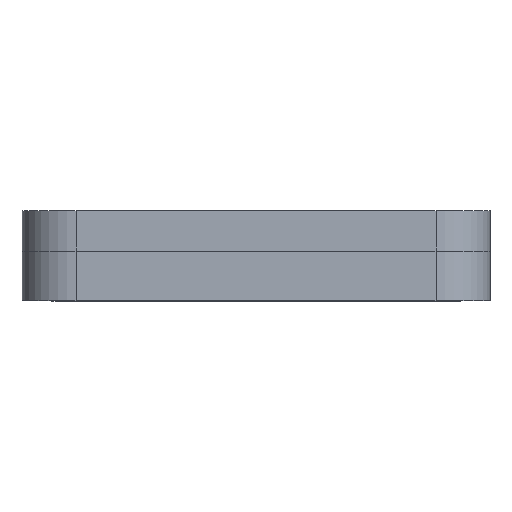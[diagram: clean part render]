
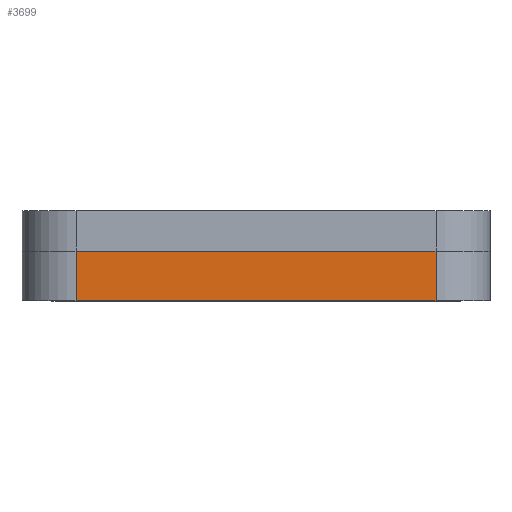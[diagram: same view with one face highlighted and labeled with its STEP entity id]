
A CAD part, front view. The second image highlights one B-rep face of the part: STEP entity #3699.
In plain terms, the highlighted planar face has unit normal (0, -1, 0).
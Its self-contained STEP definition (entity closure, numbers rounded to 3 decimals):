
#3679=AXIS2_PLACEMENT_3D('Plane Axis2P3D',#3676,#3677,#3678) ;
#2972=CARTESIAN_POINT('Vertex',(6.,0.,5.6)) ;
#2975=CARTESIAN_POINT('Line Origine',(26.,0.,5.6)) ;
#2979=CARTESIAN_POINT('Vertex',(46.,0.,5.6)) ;
#3660=CARTESIAN_POINT('Vertex',(6.,0.,0.1)) ;
#3663=CARTESIAN_POINT('Line Origine',(6.,0.,5.1)) ;
#3676=CARTESIAN_POINT('Axis2P3D Location',(0.,0.,0.1)) ;
#3681=CARTESIAN_POINT('Line Origine',(26.,0.,0.1)) ;
#3685=CARTESIAN_POINT('Vertex',(46.,0.,0.1)) ;
#3688=CARTESIAN_POINT('Line Origine',(46.,0.,2.85)) ;
#2976=DIRECTION('Vector Direction',(1.,0.,0.)) ;
#3664=DIRECTION('Vector Direction',(0.,0.,1.)) ;
#3677=DIRECTION('Axis2P3D Direction',(0.,-1.,0.)) ;
#3678=DIRECTION('Axis2P3D XDirection',(1.,0.,0.)) ;
#3682=DIRECTION('Vector Direction',(1.,0.,0.)) ;
#3689=DIRECTION('Vector Direction',(0.,0.,1.)) ;
#2977=VECTOR('Line Direction',#2976,1.) ;
#3665=VECTOR('Line Direction',#3664,1.) ;
#3683=VECTOR('Line Direction',#3682,1.) ;
#3690=VECTOR('Line Direction',#3689,1.) ;
#3694=ORIENTED_EDGE('',*,*,#2981,.F.) ;
#3695=ORIENTED_EDGE('',*,*,#3667,.F.) ;
#3696=ORIENTED_EDGE('',*,*,#3687,.T.) ;
#3697=ORIENTED_EDGE('',*,*,#3692,.T.) ;
#3699=ADVANCED_FACE('body',(#3698),#3680,.T.) ;
#2981=EDGE_CURVE('',#2973,#2980,#2978,.T.) ;
#3667=EDGE_CURVE('',#3661,#2973,#3666,.T.) ;
#3687=EDGE_CURVE('',#3661,#3686,#3684,.T.) ;
#3692=EDGE_CURVE('',#3686,#2980,#3691,.T.) ;
#3693=EDGE_LOOP('',(#3694,#3695,#3696,#3697)) ;
#3698=FACE_OUTER_BOUND('',#3693,.T.) ;
#2978=LINE('Line',#2975,#2977) ;
#3666=LINE('Line',#3663,#3665) ;
#3684=LINE('Line',#3681,#3683) ;
#3691=LINE('Line',#3688,#3690) ;
#3680=PLANE('',#3679) ;
#2973=VERTEX_POINT('',#2972) ;
#2980=VERTEX_POINT('',#2979) ;
#3661=VERTEX_POINT('',#3660) ;
#3686=VERTEX_POINT('',#3685) ;
